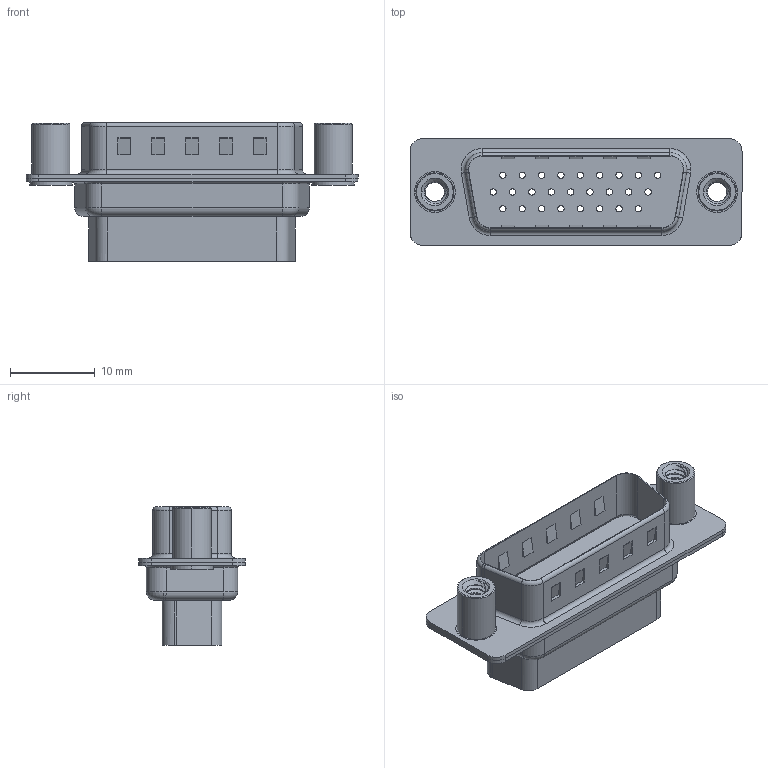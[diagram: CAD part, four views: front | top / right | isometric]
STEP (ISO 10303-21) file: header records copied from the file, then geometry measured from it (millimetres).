
FILE_DESCRIPTION (( 'STEP AP203' ), '1' );
FILE_NAME ('637-026-010-048.STEP', '2020-07-17T21:15:55', ( '' ), ( '' ), 'SwSTEP 2.0', 'SolidWorks 2020', '' );
FILE_SCHEMA (( 'CONFIG_CONTROL_DESIGN' ));
Length unit declared in the file: millimetre
Products named in the file (5): 637-026-010-048; 637 Shell Front_26 Contacts; 637 Housing_26 Contacts HP; 637 Shell Rear_26 Contacts; 637 4-40 Threaded Standoff
Assembly tree (5 placements, depth 2):
  637-026-010-048
    637 Housing_26 Contacts HP
    637 Shell Front_26 Contacts
    637 Shell Rear_26 Contacts
    637 4-40 Threaded Standoff  x2
Bounding box: 39.2 x 12.6 x 16.4 mm (x, y, z)
Volume: 2113.4 mm3; surface area: 5314.7 mm2
Topology: 5 solids, 5 shells, 582 faces, 1417 edges, 910 vertices
Faces by surface type: cylinder 317, plane 193, torus 50, cone 16, bspline 6
Entity records: 18035 total; most frequent: CARTESIAN_POINT 4479, DIRECTION 2892, ORIENTED_EDGE 2580, EDGE_CURVE 1290, AXIS2_PLACEMENT_3D 1136, VERTEX_POINT 828, EDGE_LOOP 680, LINE 620
